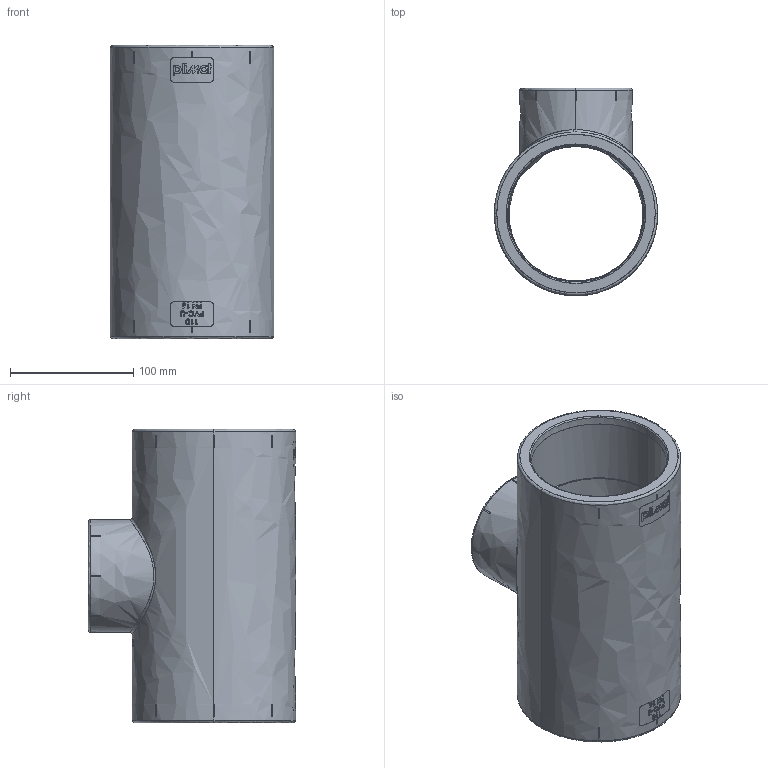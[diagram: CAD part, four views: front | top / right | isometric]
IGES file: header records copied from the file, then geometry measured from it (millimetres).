
Start section: SolidWorks IGES file using NURBS representation for surfaces
Global section: file name: 01 05 1004 023.IGS; native system: SolidWorks 2014; preprocessor: SolidWorks 2014; author: Fabio; date: 141124.151552; units: millimetre
Bounding box: 132.64 x 168.34 x 238 mm (x, y, z)
Surface area: 204684.2 mm2 (no closed solid volume)
Topology: 0 solids, 0 shells, 523 faces, 6421 edges, 6421 vertices
Faces by surface type: bspline 523
